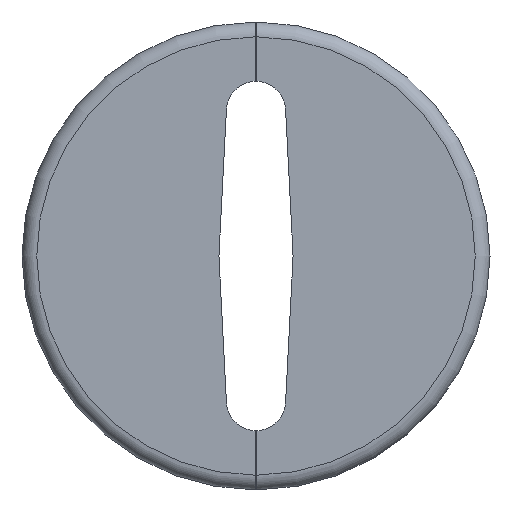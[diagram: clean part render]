
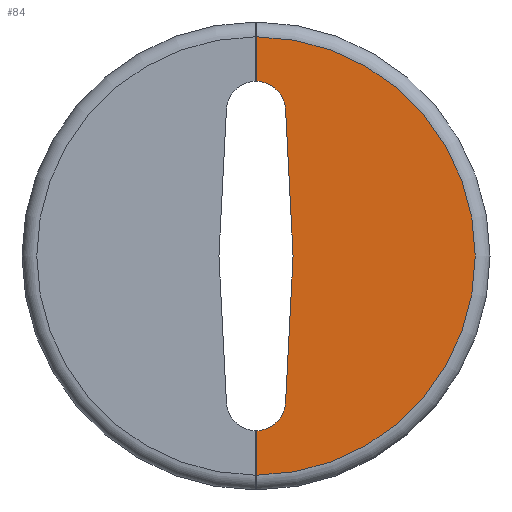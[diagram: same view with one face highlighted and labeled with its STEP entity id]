
A CAD part, left-side view. The second image highlights one B-rep face of the part: STEP entity #84.
In plain terms, the highlighted planar face has unit normal (-1, 0, 0).
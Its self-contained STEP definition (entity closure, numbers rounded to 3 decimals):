
#84 = ADVANCED_FACE( '', ( #138 ), #139, .F. );
#138 = FACE_OUTER_BOUND( '', #226, .T. );
#139 = PLANE( '', #227 );
#226 = EDGE_LOOP( '', ( #373, #374, #375, #376, #377, #378, #379, #380 ) );
#227 = AXIS2_PLACEMENT_3D( '', #381, #382, #383 );
#373 = ORIENTED_EDGE( '', *, *, #692, .F. );
#374 = ORIENTED_EDGE( '', *, *, #740, .F. );
#375 = ORIENTED_EDGE( '', *, *, #741, .F. );
#376 = ORIENTED_EDGE( '', *, *, #742, .F. );
#377 = ORIENTED_EDGE( '', *, *, #743, .F. );
#378 = ORIENTED_EDGE( '', *, *, #744, .F. );
#379 = ORIENTED_EDGE( '', *, *, #745, .F. );
#380 = ORIENTED_EDGE( '', *, *, #746, .F. );
#381 = CARTESIAN_POINT( '', ( -15., 0., 0. ) );
#382 = DIRECTION( '', ( 1., 0., 0. ) );
#383 = DIRECTION( '', ( 0., 0., -1. ) );
#692 = EDGE_CURVE( '', #824, #825, #826, .T. );
#740 = EDGE_CURVE( '', #918, #824, #919, .T. );
#741 = EDGE_CURVE( '', #920, #918, #921, .T. );
#742 = EDGE_CURVE( '', #922, #920, #923, .F. );
#743 = EDGE_CURVE( '', #924, #922, #925, .T. );
#744 = EDGE_CURVE( '', #926, #924, #927, .F. );
#745 = EDGE_CURVE( '', #928, #926, #929, .T. );
#746 = EDGE_CURVE( '', #825, #928, #930, .F. );
#824 = VERTEX_POINT( '', #1044 );
#825 = VERTEX_POINT( '', #1045 );
#826 = LINE( '', #1046, #1047 );
#918 = VERTEX_POINT( '', #1238 );
#919 = CIRCLE( '', #1239, 7.4 );
#920 = VERTEX_POINT( '', #1240 );
#921 = LINE( '', #1241, #1242 );
#922 = VERTEX_POINT( '', #1243 );
#923 = CIRCLE( '', #1244, 1. );
#924 = VERTEX_POINT( '', #1245 );
#925 = LINE( '', #1246, #1247 );
#926 = VERTEX_POINT( '', #1248 );
#927 = CIRCLE( '', #1249, 1.25 );
#928 = VERTEX_POINT( '', #1250 );
#929 = LINE( '', #1251, #1252 );
#930 = CIRCLE( '', #1253, 1. );
#1044 = CARTESIAN_POINT( '', ( -15., -0.02, -7.4 ) );
#1045 = CARTESIAN_POINT( '', ( -15., -0.02, -5.9 ) );
#1046 = CARTESIAN_POINT( '', ( -15., -0.02, -7.9 ) );
#1047 = VECTOR( '', #1452, 1000. );
#1238 = CARTESIAN_POINT( '', ( -15., -0.02, 7.4 ) );
#1239 = AXIS2_PLACEMENT_3D( '', #1508, #1509, #1510 );
#1240 = CARTESIAN_POINT( '', ( -15., -0.02, 5.9 ) );
#1241 = CARTESIAN_POINT( '', ( -15., -0.02, -7.9 ) );
#1242 = VECTOR( '', #1511, 1000. );
#1243 = CARTESIAN_POINT( '', ( -15., -0.999, 4.951 ) );
#1244 = AXIS2_PLACEMENT_3D( '', #1512, #1513, #1514 );
#1245 = CARTESIAN_POINT( '', ( -15., -1.248, 0.064 ) );
#1246 = CARTESIAN_POINT( '', ( -15., -1.248, 0.064 ) );
#1247 = VECTOR( '', #1515, 1000. );
#1248 = CARTESIAN_POINT( '', ( -15., -1.248, -0.064 ) );
#1249 = AXIS2_PLACEMENT_3D( '', #1516, #1517, #1518 );
#1250 = CARTESIAN_POINT( '', ( -15., -0.999, -4.951 ) );
#1251 = CARTESIAN_POINT( '', ( -15., -1.248, -0.064 ) );
#1252 = VECTOR( '', #1519, 1000. );
#1253 = AXIS2_PLACEMENT_3D( '', #1520, #1521, #1522 );
#1452 = DIRECTION( '', ( 0., 0., 1. ) );
#1508 = CARTESIAN_POINT( '', ( -15., 0., 0. ) );
#1509 = DIRECTION( '', ( 1., 0., 0. ) );
#1510 = DIRECTION( '', ( 0., 0., -1. ) );
#1511 = DIRECTION( '', ( 0., 0., 1. ) );
#1512 = CARTESIAN_POINT( '', ( -15., 0., 4.9 ) );
#1513 = DIRECTION( '', ( 1., 0., 0. ) );
#1514 = DIRECTION( '', ( 0., 0., -1. ) );
#1515 = DIRECTION( '', ( 0., 0.051, 0.999 ) );
#1516 = CARTESIAN_POINT( '', ( -15., 0., 0. ) );
#1517 = DIRECTION( '', ( 1., 0., 0. ) );
#1518 = DIRECTION( '', ( 0., 0., -1. ) );
#1519 = DIRECTION( '', ( 0., -0.051, 0.999 ) );
#1520 = CARTESIAN_POINT( '', ( -15., 0., -4.9 ) );
#1521 = DIRECTION( '', ( 1., 0., 0. ) );
#1522 = DIRECTION( '', ( 0., 0., -1. ) );
